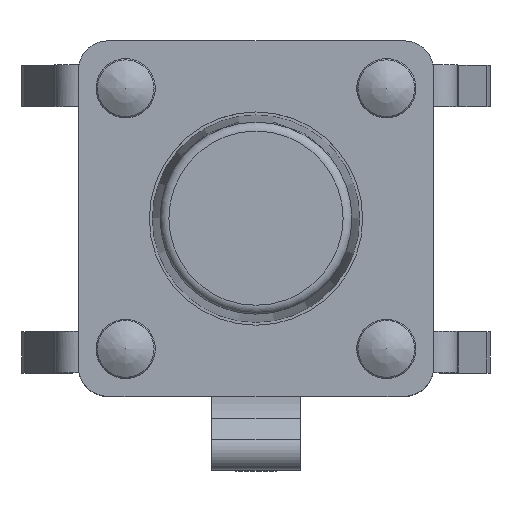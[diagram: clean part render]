
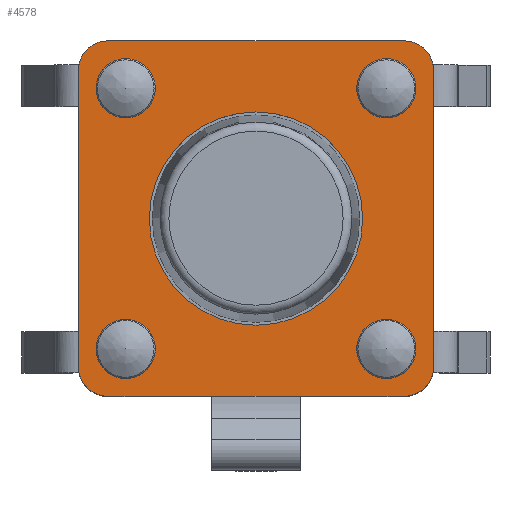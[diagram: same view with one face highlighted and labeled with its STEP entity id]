
A CAD part, top view. The second image highlights one B-rep face of the part: STEP entity #4578.
In plain terms, the highlighted planar face has unit normal (0, 0, 1).
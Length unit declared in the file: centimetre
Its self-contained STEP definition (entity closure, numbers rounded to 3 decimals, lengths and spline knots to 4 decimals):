
#38=FACE_BOUND('',#1689,.T.);
#39=FACE_BOUND('',#1690,.T.);
#40=FACE_BOUND('',#1691,.T.);
#41=FACE_BOUND('',#1692,.T.);
#42=FACE_BOUND('',#1693,.T.);
#158=PLANE('',#4961);
#521=LINE('',#7448,#997);
#524=LINE('',#7458,#1000);
#529=LINE('',#7472,#1005);
#538=LINE('',#7494,#1014);
#539=LINE('',#7496,#1015);
#540=LINE('',#7498,#1016);
#997=VECTOR('',#5931,1.);
#1000=VECTOR('',#5942,1.);
#1005=VECTOR('',#5957,1.);
#1014=VECTOR('',#5984,1.);
#1015=VECTOR('',#5987,1.);
#1016=VECTOR('',#5990,1.);
#1429=FACE_OUTER_BOUND('',#1688,.T.);
#1688=EDGE_LOOP('',(#3935,#3936,#3937,#3938,#3939,#3940,#3941,#3942,#3943,
#3944));
#1689=EDGE_LOOP('',(#3945));
#1690=EDGE_LOOP('',(#3946));
#1691=EDGE_LOOP('',(#3947));
#1692=EDGE_LOOP('',(#3948));
#1693=EDGE_LOOP('',(#3949));
#1807=CIRCLE('',#4699,0.05);
#1814=CIRCLE('',#4708,0.05);
#1819=CIRCLE('',#4715,0.05);
#1824=CIRCLE('',#4722,0.05);
#1907=CIRCLE('',#4942,0.05);
#1908=CIRCLE('',#4945,0.05);
#1909=CIRCLE('',#4947,0.05);
#1910=CIRCLE('',#4950,0.05);
#1912=CIRCLE('',#4956,0.18);
#1967=VERTEX_POINT('',#6521);
#1973=VERTEX_POINT('',#6564);
#1977=VERTEX_POINT('',#6603);
#1981=VERTEX_POINT('',#6642);
#2219=VERTEX_POINT('',#7399);
#2236=VERTEX_POINT('',#7447);
#2237=VERTEX_POINT('',#7451);
#2238=VERTEX_POINT('',#7452);
#2239=VERTEX_POINT('',#7457);
#2240=VERTEX_POINT('',#7461);
#2241=VERTEX_POINT('',#7465);
#2242=VERTEX_POINT('',#7466);
#2243=VERTEX_POINT('',#7471);
#2244=VERTEX_POINT('',#7475);
#2247=VERTEX_POINT('',#7489);
#2400=EDGE_CURVE('',#1967,#1967,#1807,.T.);
#2408=EDGE_CURVE('',#1973,#1973,#1814,.T.);
#2414=EDGE_CURVE('',#1977,#1977,#1819,.T.);
#2420=EDGE_CURVE('',#1981,#1981,#1824,.T.);
#2810=EDGE_CURVE('',#2219,#2236,#521,.T.);
#2812=EDGE_CURVE('',#2237,#2238,#1907,.T.);
#2815=EDGE_CURVE('',#2238,#2239,#524,.T.);
#2817=EDGE_CURVE('',#2239,#2240,#1908,.T.);
#2819=EDGE_CURVE('',#2241,#2242,#1909,.T.);
#2822=EDGE_CURVE('',#2242,#2243,#529,.T.);
#2824=EDGE_CURVE('',#2243,#2244,#1910,.T.);
#2832=EDGE_CURVE('',#2247,#2247,#1912,.T.);
#2834=EDGE_CURVE('',#2236,#2237,#538,.T.);
#2835=EDGE_CURVE('',#2244,#2219,#539,.T.);
#2836=EDGE_CURVE('',#2240,#2241,#540,.T.);
#3935=ORIENTED_EDGE('',*,*,#2810,.F.);
#3936=ORIENTED_EDGE('',*,*,#2835,.F.);
#3937=ORIENTED_EDGE('',*,*,#2824,.F.);
#3938=ORIENTED_EDGE('',*,*,#2822,.F.);
#3939=ORIENTED_EDGE('',*,*,#2819,.F.);
#3940=ORIENTED_EDGE('',*,*,#2836,.F.);
#3941=ORIENTED_EDGE('',*,*,#2817,.F.);
#3942=ORIENTED_EDGE('',*,*,#2815,.F.);
#3943=ORIENTED_EDGE('',*,*,#2812,.F.);
#3944=ORIENTED_EDGE('',*,*,#2834,.F.);
#3945=ORIENTED_EDGE('',*,*,#2400,.T.);
#3946=ORIENTED_EDGE('',*,*,#2408,.T.);
#3947=ORIENTED_EDGE('',*,*,#2414,.T.);
#3948=ORIENTED_EDGE('',*,*,#2420,.T.);
#3949=ORIENTED_EDGE('',*,*,#2832,.T.);
#4578=ADVANCED_FACE('',(#1429,#38,#39,#40,#41,#42),#158,.T.);
#4699=AXIS2_PLACEMENT_3D('',#6522,#5146,#5147);
#4708=AXIS2_PLACEMENT_3D('',#6565,#5165,#5166);
#4715=AXIS2_PLACEMENT_3D('',#6604,#5180,#5181);
#4722=AXIS2_PLACEMENT_3D('',#6643,#5195,#5196);
#4942=AXIS2_PLACEMENT_3D('',#7453,#5936,#5937);
#4945=AXIS2_PLACEMENT_3D('',#7462,#5946,#5947);
#4947=AXIS2_PLACEMENT_3D('',#7467,#5951,#5952);
#4950=AXIS2_PLACEMENT_3D('',#7476,#5961,#5962);
#4956=AXIS2_PLACEMENT_3D('',#7491,#5979,#5980);
#4961=AXIS2_PLACEMENT_3D('',#7500,#5993,#5994);
#5146=DIRECTION('center_axis',(0.,0.,
-1.));
#5147=DIRECTION('ref_axis',(1.,0.,0.));
#5165=DIRECTION('center_axis',(0.,0.,
-1.));
#5166=DIRECTION('ref_axis',(-1.,0.,0.));
#5180=DIRECTION('center_axis',(0.,0.,
-1.));
#5181=DIRECTION('ref_axis',(1.,0.,0.));
#5195=DIRECTION('center_axis',(0.,0.,
-1.));
#5196=DIRECTION('ref_axis',(-1.,0.,0.));
#5931=DIRECTION('',(-1.,0.,0.));
#5936=DIRECTION('center_axis',(0.,0.,
-1.));
#5937=DIRECTION('ref_axis',(-0.707,-0.707,0.));
#5942=DIRECTION('',(0.,1.,0.));
#5946=DIRECTION('center_axis',(0.,0.,
-1.));
#5947=DIRECTION('ref_axis',(-0.707,0.707,0.));
#5951=DIRECTION('center_axis',(0.,0.,
-1.));
#5952=DIRECTION('ref_axis',(0.707,0.707,0.));
#5957=DIRECTION('',(0.,-1.,0.));
#5961=DIRECTION('center_axis',(0.,0.,
-1.));
#5962=DIRECTION('ref_axis',(0.707,-0.707,0.));
#5979=DIRECTION('center_axis',(0.,0.,
-1.));
#5980=DIRECTION('ref_axis',(0.,1.,0.));
#5984=DIRECTION('',(-1.,0.,0.));
#5987=DIRECTION('',(-1.,0.,0.));
#5990=DIRECTION('',(1.,0.,0.));
#5993=DIRECTION('center_axis',(0.,0.,
1.));
#5994=DIRECTION('ref_axis',(0.,-1.,0.));
#6521=CARTESIAN_POINT('',(-0.27,-0.22,0.322));
#6522=CARTESIAN_POINT('Origin',(-0.22,-0.22,0.322));
#6564=CARTESIAN_POINT('',(0.27,-0.22,0.322));
#6565=CARTESIAN_POINT('Origin',(0.22,-0.22,0.322));
#6603=CARTESIAN_POINT('',(-0.27,0.22,0.322));
#6604=CARTESIAN_POINT('Origin',(-0.22,0.22,0.322));
#6642=CARTESIAN_POINT('',(0.27,0.22,0.322));
#6643=CARTESIAN_POINT('Origin',(0.22,0.22,0.322));
#7399=CARTESIAN_POINT('',(0.075,-0.3,0.322));
#7447=CARTESIAN_POINT('',(-0.075,-0.3,0.322));
#7448=CARTESIAN_POINT('',(0.,-0.3,0.322));
#7451=CARTESIAN_POINT('',(-0.25,-0.3,0.322));
#7452=CARTESIAN_POINT('',(-0.3,-0.25,0.322));
#7453=CARTESIAN_POINT('Origin',(-0.25,-0.25,0.322));
#7457=CARTESIAN_POINT('',(-0.3,0.25,0.322));
#7458=CARTESIAN_POINT('',(-0.3,0.3,0.322));
#7461=CARTESIAN_POINT('',(-0.25,0.3,0.322));
#7462=CARTESIAN_POINT('Origin',(-0.25,0.25,0.322));
#7465=CARTESIAN_POINT('',(0.25,0.3,0.322));
#7466=CARTESIAN_POINT('',(0.3,0.25,0.322));
#7467=CARTESIAN_POINT('Origin',(0.25,0.25,0.322));
#7471=CARTESIAN_POINT('',(0.3,-0.25,0.322));
#7472=CARTESIAN_POINT('',(0.3,-0.3,0.322));
#7475=CARTESIAN_POINT('',(0.25,-0.3,0.322));
#7476=CARTESIAN_POINT('Origin',(0.25,-0.25,0.322));
#7489=CARTESIAN_POINT('',(0.,-0.18,0.322));
#7491=CARTESIAN_POINT('Origin',(0.,0.,
0.322));
#7494=CARTESIAN_POINT('',(-0.3,-0.3,0.322));
#7496=CARTESIAN_POINT('',(-0.3,-0.3,0.322));
#7498=CARTESIAN_POINT('',(0.3,0.3,0.322));
#7500=CARTESIAN_POINT('Origin',(0.,-0.36,0.322));
